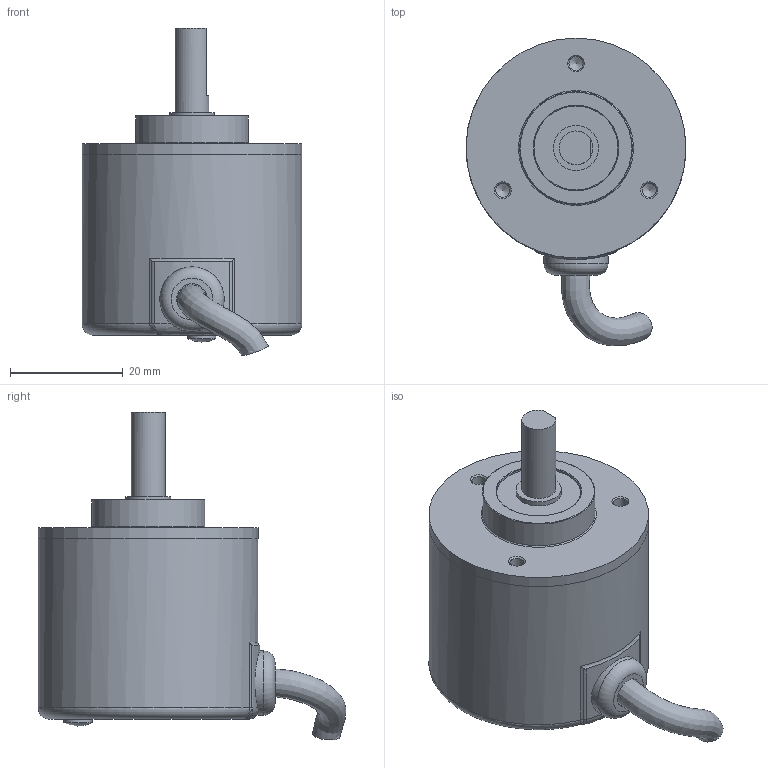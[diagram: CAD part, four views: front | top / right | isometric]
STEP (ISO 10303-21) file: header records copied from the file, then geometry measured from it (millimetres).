
FILE_DESCRIPTION(/* description */ (''),/* implementation_level */ '2;1');
FILE_NAME(/* name */ '02 编码器 IP54-BRT38-6mm轴_stp.stp',/* time_stamp */ '2024-04-22T18:48:54+08:00',/* author */ (''),/* organization */ (''),/* preprocessor_version */ 'ST-DEVELOPER v16.7',/* originating_system */ 'SIEMENS PLM Software NX 12.0',/* authorisation */ '');
FILE_SCHEMA (('AP203_CONFIGURATION_CONTROLLED_3D_DESIGN_OF_MECHANICAL_PARTS_AND_ASSEMBLIES_MIM_LF { 1 0 10303 403 2 1 2}'));
Length unit declared in the file: millimetre
Products named in the file (1): Li Y5970CF99cb93
Bounding box: 39 x 54.54 x 58.18 mm (x, y, z)
Volume: 19964.5 mm3; surface area: 15502.7 mm2
Topology: 6 solids, 6 shells, 72 faces, 148 edges, 92 vertices
Faces by surface type: cylinder 23, plane 23, bspline 11, cone 8, torus 6, sphere 1
Full cylindrical faces by diameter (mm): 2.5 x3, 5 x1, 5.5 x1, 6 x1, 8 x1, 11.405 x1, 14.9 x1, 15 x1, 20 x1, 37 x2, 39 x2
Entity records: 2667 total; most frequent: CARTESIAN_POINT 808, DIRECTION 258, ORIENTED_EDGE 210, AXIS2_PLACEMENT_3D 118, EDGE_CURVE 105, EDGE_LOOP 104, VERTEX_POINT 81, ADVANCED_FACE 72
